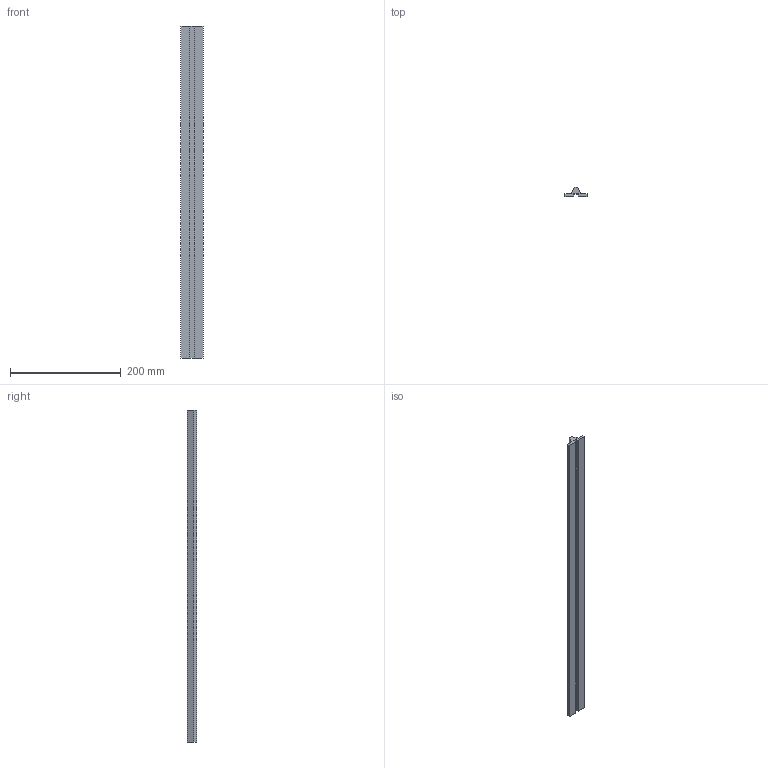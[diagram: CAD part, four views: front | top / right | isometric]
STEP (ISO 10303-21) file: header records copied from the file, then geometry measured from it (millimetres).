
FILE_DESCRIPTION(/* description */ ('niedrige Baureihe'),/* implementation_level */ '2;1');
FILE_NAME(/* name */ '150001-0.step',/* time_stamp */ '2021-08-11T14:17:24+02:00',/* author */ ('Praktikum'),/* organization */ (''),/* preprocessor_version */ 'ST-DEVELOPER v18.1',/* originating_system */ 'Autodesk Inventor 2021',/* authorisation */ '');
FILE_SCHEMA (('AUTOMOTIVE_DESIGN { 1 0 10303 214 3 1 1 }'));
Length unit declared in the file: millimetre
Products named in the file (1): 15-0001-0FZ.000
Bounding box: 40 x 16.62 x 599.5 mm (x, y, z)
Volume: 172512.3 mm3; surface area: 69572.6 mm2
Topology: 1 solids, 1 shells, 15 faces, 39 edges, 26 vertices
Faces by surface type: plane 15
Entity records: 494 total; most frequent: CARTESIAN_POINT 81, ORIENTED_EDGE 78, DIRECTION 71, LINE 39, VECTOR 39, EDGE_CURVE 39, VERTEX_POINT 26, AXIS2_PLACEMENT_3D 16
